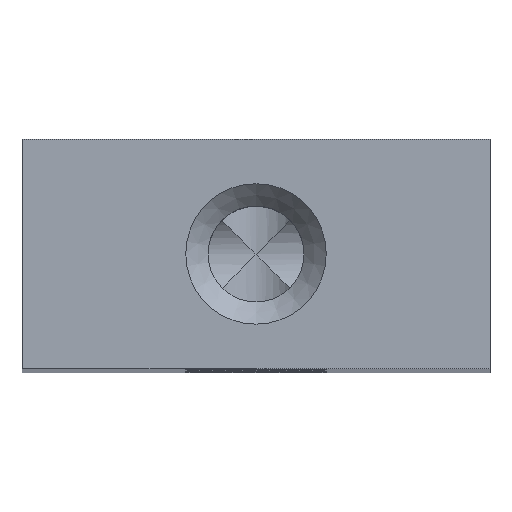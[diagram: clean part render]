
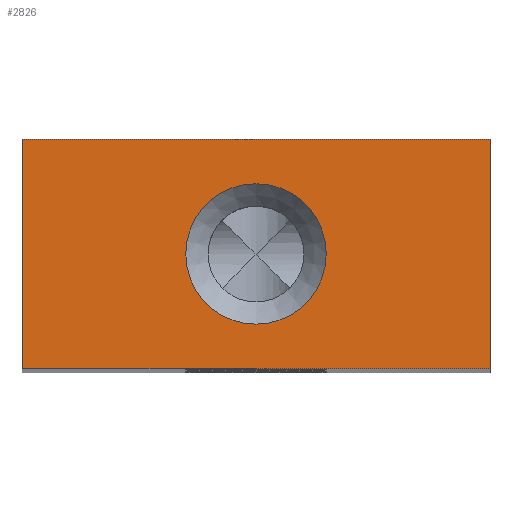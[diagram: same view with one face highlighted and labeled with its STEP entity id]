
A CAD part, top view. The second image highlights one B-rep face of the part: STEP entity #2826.
In plain terms, the highlighted planar face has unit normal (0, 0, 1).
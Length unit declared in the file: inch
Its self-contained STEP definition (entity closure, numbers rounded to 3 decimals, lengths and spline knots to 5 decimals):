
#122 = DIRECTION ( 'NONE',  ( 0., 0., 1. ) ) ;
#464 = DIRECTION ( 'NONE',  ( 0., -1., 0. ) ) ;
#683 = EDGE_CURVE ( 'NONE', #8057, #7035, #7178, .T. ) ;
#885 = CARTESIAN_POINT ( 'NONE',  ( -0.5, 0.095, 0. ) ) ;
#897 = CARTESIAN_POINT ( 'NONE',  ( -1., 0.49, 0. ) ) ;
#1290 = AXIS2_PLACEMENT_3D ( 'NONE', #12808, #122, #7647 ) ;
#1750 = DIRECTION ( 'NONE',  ( 0., 0., 1. ) ) ;
#2152 = ORIENTED_EDGE ( 'NONE', *, *, #3264, .F. ) ;
#2727 = DIRECTION ( 'NONE',  ( 0., -1., 0. ) ) ;
#2826 = ADVANCED_FACE ( 'NONE', ( #5485, #12667 ), #5350, .T. ) ;
#3028 = CARTESIAN_POINT ( 'NONE',  ( 0., 0.49, 0. ) ) ;
#3264 = EDGE_CURVE ( 'NONE', #10422, #10422, #10907, .T. ) ;
#3419 = VECTOR ( 'NONE', #6208, 39.37008 ) ;
#3744 = EDGE_CURVE ( 'NONE', #6860, #5362, #11668, .T. ) ;
#3813 = LINE ( 'NONE', #6804, #9059 ) ;
#4266 = EDGE_LOOP ( 'NONE', ( #8149, #8316, #10071, #10343 ) ) ;
#4900 = AXIS2_PLACEMENT_3D ( 'NONE', #10103, #1750, #2727 ) ;
#5098 = CARTESIAN_POINT ( 'NONE',  ( 0., 0., 0. ) ) ;
#5323 = VECTOR ( 'NONE', #6069, 39.37008 ) ;
#5350 = PLANE ( 'NONE',  #1290 ) ;
#5362 = VERTEX_POINT ( 'NONE', #897 ) ;
#5485 = FACE_BOUND ( 'NONE', #8942, .T. ) ;
#6069 = DIRECTION ( 'NONE',  ( 0., -1., 0. ) ) ;
#6208 = DIRECTION ( 'NONE',  ( -1., 0., 0. ) ) ;
#6804 = CARTESIAN_POINT ( 'NONE',  ( -1., 0.49, 0. ) ) ;
#6860 = VERTEX_POINT ( 'NONE', #10562 ) ;
#7035 = VERTEX_POINT ( 'NONE', #11041 ) ;
#7178 = LINE ( 'NONE', #5098, #3419 ) ;
#7372 = EDGE_CURVE ( 'NONE', #6860, #8057, #11436, .T. ) ;
#7415 = VECTOR ( 'NONE', #10330, 39.37008 ) ;
#7647 = DIRECTION ( 'NONE',  ( 0., -1., 0. ) ) ;
#8057 = VERTEX_POINT ( 'NONE', #12287 ) ;
#8149 = ORIENTED_EDGE ( 'NONE', *, *, #683, .F. ) ;
#8316 = ORIENTED_EDGE ( 'NONE', *, *, #7372, .F. ) ;
#8942 = EDGE_LOOP ( 'NONE', ( #2152 ) ) ;
#9059 = VECTOR ( 'NONE', #464, 39.37008 ) ;
#10071 = ORIENTED_EDGE ( 'NONE', *, *, #3744, .T. ) ;
#10103 = CARTESIAN_POINT ( 'NONE',  ( -0.5, 0.245, 0. ) ) ;
#10330 = DIRECTION ( 'NONE',  ( -1., 0., 0. ) ) ;
#10343 = ORIENTED_EDGE ( 'NONE', *, *, #12866, .T. ) ;
#10422 = VERTEX_POINT ( 'NONE', #885 ) ;
#10562 = CARTESIAN_POINT ( 'NONE',  ( 0., 0.49, 0. ) ) ;
#10907 = CIRCLE ( 'NONE', #4900, 0.15 ) ;
#11041 = CARTESIAN_POINT ( 'NONE',  ( -1., 0., 0. ) ) ;
#11436 = LINE ( 'NONE', #13603, #5323 ) ;
#11668 = LINE ( 'NONE', #3028, #7415 ) ;
#12287 = CARTESIAN_POINT ( 'NONE',  ( 0., 0., 0. ) ) ;
#12667 = FACE_OUTER_BOUND ( 'NONE', #4266, .T. ) ;
#12808 = CARTESIAN_POINT ( 'NONE',  ( 0., 0.49, 0. ) ) ;
#12866 = EDGE_CURVE ( 'NONE', #5362, #7035, #3813, .T. ) ;
#13603 = CARTESIAN_POINT ( 'NONE',  ( 0., 0.49, 0. ) ) ;
